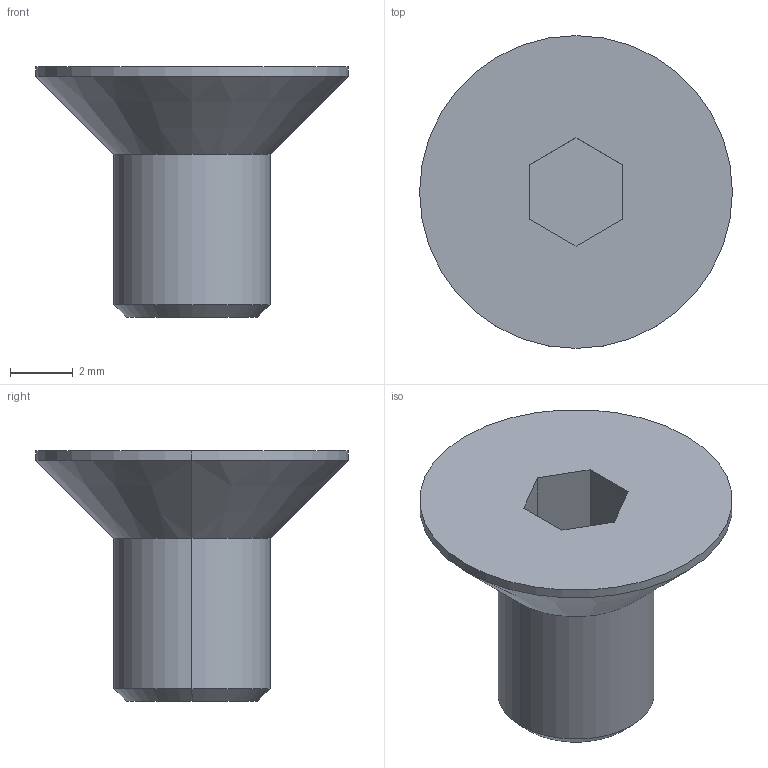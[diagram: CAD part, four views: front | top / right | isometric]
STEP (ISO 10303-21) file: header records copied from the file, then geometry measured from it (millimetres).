
FILE_DESCRIPTION (( 'STEP AP214' ), '1' );
FILE_NAME ('7250604', '2019-02-01T14:20:53', ( '' ), ('JUGARD+KÜNSTNER GmbH'), 'SwSTEP 2.0', 'SolidWorks 2017', '' );
FILE_SCHEMA (( 'AUTOMOTIVE_DESIGN' ));
Length unit declared in the file: millimetre
Products named in the file (1): 7250604_CNAJF00
Bounding box: 10 x 10 x 8 mm (x, y, z)
Volume: 221.1 mm3; surface area: 292.6 mm2
Topology: 1 solids, 1 shells, 17 faces, 36 edges, 22 vertices
Faces by surface type: plane 9, cone 4, cylinder 4
Entity records: 486 total; most frequent: DIRECTION 82, CARTESIAN_POINT 76, ORIENTED_EDGE 72, EDGE_CURVE 36, AXIS2_PLACEMENT_3D 28, LINE 26, VECTOR 26, VERTEX_POINT 22
